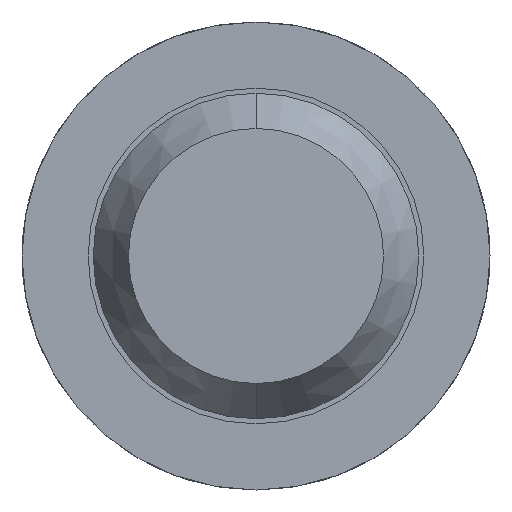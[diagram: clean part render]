
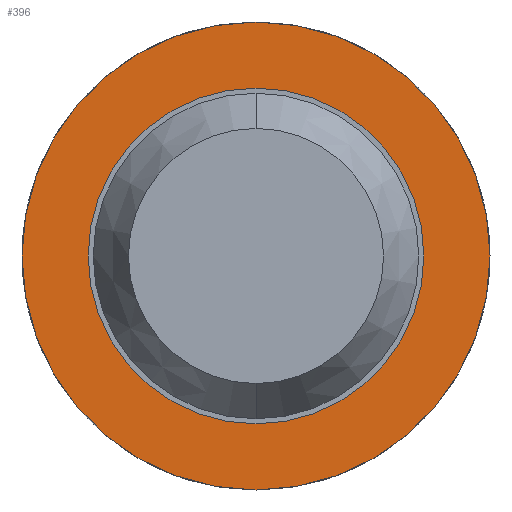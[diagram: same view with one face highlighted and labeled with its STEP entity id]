
A CAD part, front view. The second image highlights one B-rep face of the part: STEP entity #396.
In plain terms, the highlighted planar face has unit normal (0, -1, 0).
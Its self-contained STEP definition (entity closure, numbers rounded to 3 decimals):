
#25 = CARTESIAN_POINT ( 'NONE',  ( 0.825, -1.7, 0. ) ) ;
#203 = ORIENTED_EDGE ( 'NONE', *, *, #1701, .T. ) ;
#377 = PLANE ( 'NONE',  #1148 ) ;
#379 = CARTESIAN_POINT ( 'NONE',  ( 0., -1.7, 0. ) ) ;
#396 = ADVANCED_FACE ( 'Defeature ausgef�hrt2_14', ( #1996, #1917 ), #377, .F. ) ;
#683 = ORIENTED_EDGE ( 'NONE', *, *, #2232, .T. ) ;
#719 = CARTESIAN_POINT ( 'NONE',  ( 0., -1.7, 0. ) ) ;
#793 = EDGE_LOOP ( 'NONE', ( #3866, #1369 ) ) ;
#1032 = DIRECTION ( 'NONE',  ( 0., 1., 0. ) ) ;
#1148 = AXIS2_PLACEMENT_3D ( 'NONE', #25, #3256, #1933 ) ;
#1167 = AXIS2_PLACEMENT_3D ( 'NONE', #2507, #2783, #2825 ) ;
#1255 = CARTESIAN_POINT ( 'NONE',  ( 0., -1.7, -1.15 ) ) ;
#1265 = CARTESIAN_POINT ( 'NONE',  ( 0., -1.7, 0. ) ) ;
#1369 = ORIENTED_EDGE ( 'NONE', *, *, #2312, .F. ) ;
#1402 = CARTESIAN_POINT ( 'NONE',  ( 0., -1.7, 1.15 ) ) ;
#1622 = AXIS2_PLACEMENT_3D ( 'NONE', #379, #3258, #1664 ) ;
#1664 = DIRECTION ( 'NONE',  ( 0., 0., 1. ) ) ;
#1701 = EDGE_CURVE ( 'Defeature ausgef�hrt2_14+Defeature ausgef�hrt2_13+Defeature ausgef�hrt2_13+Defeature ausgef�hrt2_13', #3042, #3226, #4102, .T. ) ;
#1728 = CARTESIAN_POINT ( 'NONE',  ( 0., -1.7, 0.825 ) ) ;
#1915 = DIRECTION ( 'NONE',  ( 0., 0., 1. ) ) ;
#1917 = FACE_BOUND ( 'NONE', #2395, .T. ) ;
#1933 = DIRECTION ( 'NONE',  ( 0., 0., 1. ) ) ;
#1996 = FACE_OUTER_BOUND ( 'NONE', #793, .T. ) ;
#2152 = AXIS2_PLACEMENT_3D ( 'NONE', #1265, #2237, #1915 ) ;
#2206 = DIRECTION ( 'NONE',  ( 0., 0., 1. ) ) ;
#2220 = CIRCLE ( 'NONE', #1167, 0.825 ) ;
#2232 = EDGE_CURVE ( 'Defeature ausgef�hrt2_14+Defeature ausgef�hrt2_13+Defeature ausgef�hrt2_13+Defeature ausgef�hrt2_13', #3226, #3042, #2220, .T. ) ;
#2237 = DIRECTION ( 'NONE',  ( 0., 1., 0. ) ) ;
#2312 = EDGE_CURVE ( 'Defeature ausgef�hrt2_10+Defeature ausgef�hrt2_14+Defeature ausgef�hrt2_14+Defeature ausgef�hrt2_14', #2696, #2508, #2352, .T. ) ;
#2352 = CIRCLE ( 'NONE', #3106, 1.15 ) ;
#2395 = EDGE_LOOP ( 'NONE', ( #203, #683 ) ) ;
#2507 = CARTESIAN_POINT ( 'NONE',  ( 0., -1.7, 0. ) ) ;
#2508 = VERTEX_POINT ( 'NONE', #1402 ) ;
#2696 = VERTEX_POINT ( 'NONE', #1255 ) ;
#2783 = DIRECTION ( 'NONE',  ( 0., 1., 0. ) ) ;
#2825 = DIRECTION ( 'NONE',  ( 0., 0., 1. ) ) ;
#2971 = EDGE_CURVE ( 'Defeature ausgef�hrt2_10+Defeature ausgef�hrt2_14+Defeature ausgef�hrt2_14+Defeature ausgef�hrt2_14', #2508, #2696, #3977, .T. ) ;
#3042 = VERTEX_POINT ( 'NONE', #1728 ) ;
#3106 = AXIS2_PLACEMENT_3D ( 'NONE', #719, #1032, #2206 ) ;
#3226 = VERTEX_POINT ( 'NONE', #3622 ) ;
#3256 = DIRECTION ( 'NONE',  ( 0., 1., 0. ) ) ;
#3258 = DIRECTION ( 'NONE',  ( 0., 1., 0. ) ) ;
#3622 = CARTESIAN_POINT ( 'NONE',  ( 0., -1.7, -0.825 ) ) ;
#3866 = ORIENTED_EDGE ( 'NONE', *, *, #2971, .F. ) ;
#3977 = CIRCLE ( 'NONE', #2152, 1.15 ) ;
#4102 = CIRCLE ( 'NONE', #1622, 0.825 ) ;
